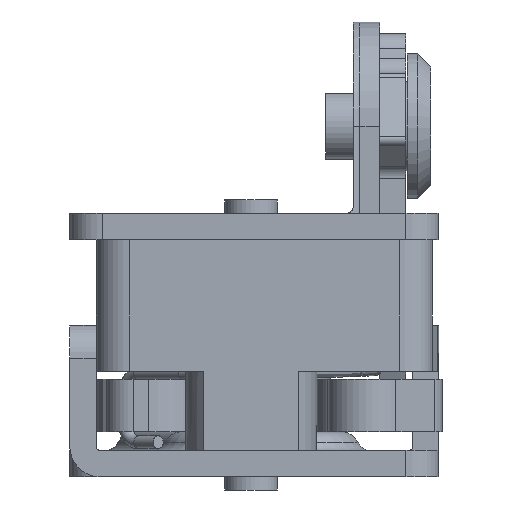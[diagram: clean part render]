
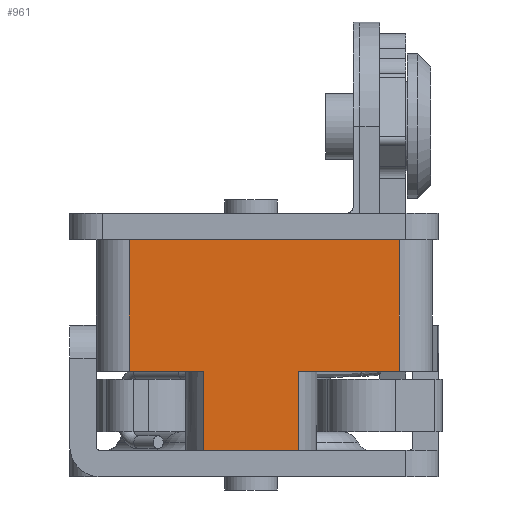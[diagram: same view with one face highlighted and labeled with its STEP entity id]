
A CAD part, left-side view. The second image highlights one B-rep face of the part: STEP entity #961.
In plain terms, the highlighted planar face has unit normal (-1, 0, 0).
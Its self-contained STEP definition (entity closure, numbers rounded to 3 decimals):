
#961=ADVANCED_FACE('',(#1730),#1731,.F.);
#1730=FACE_OUTER_BOUND('',#3794,.T.);
#1731=PLANE('',#3795);
#3794=EDGE_LOOP('',(#6284,#6285,#6286,#6287,#6288,#6289,#6290,#6291));
#3795=AXIS2_PLACEMENT_3D('',#6292,#6293,#6294);
#6284=ORIENTED_EDGE('',*,*,#8385,.T.);
#6285=ORIENTED_EDGE('',*,*,#8469,.T.);
#6286=ORIENTED_EDGE('',*,*,#8432,.F.);
#6287=ORIENTED_EDGE('',*,*,#8470,.F.);
#6288=ORIENTED_EDGE('',*,*,#8407,.T.);
#6289=ORIENTED_EDGE('',*,*,#8471,.T.);
#6290=ORIENTED_EDGE('',*,*,#8472,.T.);
#6291=ORIENTED_EDGE('',*,*,#8473,.F.);
#6292=CARTESIAN_POINT('',(-41.689,18.528,2.25));
#6293=DIRECTION('',(1.,0.,0.));
#6294=DIRECTION('',(0.,1.,0.));
#8385=EDGE_CURVE('',#9991,#9989,#9992,.T.);
#8407=EDGE_CURVE('',#10035,#10033,#10036,.T.);
#8432=EDGE_CURVE('',#10076,#10078,#10079,.T.);
#8469=EDGE_CURVE('',#9989,#10078,#10150,.T.);
#8470=EDGE_CURVE('',#10035,#10076,#10151,.T.);
#8471=EDGE_CURVE('',#10033,#10152,#10153,.T.);
#8472=EDGE_CURVE('',#10152,#10154,#10155,.T.);
#8473=EDGE_CURVE('',#9991,#10154,#10156,.T.);
#9989=VERTEX_POINT('',#12467);
#9991=VERTEX_POINT('',#12469);
#9992=LINE('',#12470,#12471);
#10033=VERTEX_POINT('',#12521);
#10035=VERTEX_POINT('',#12523);
#10036=LINE('',#12524,#12525);
#10076=VERTEX_POINT('',#12584);
#10078=VERTEX_POINT('',#12586);
#10079=LINE('',#12587,#12588);
#10150=LINE('',#12674,#12675);
#10151=LINE('',#12676,#12677);
#10152=VERTEX_POINT('',#12678);
#10153=LINE('',#12679,#12680);
#10154=VERTEX_POINT('',#12681);
#10155=LINE('',#12682,#12683);
#10156=LINE('',#12684,#12685);
#12467=CARTESIAN_POINT('',(-41.689,-1.972,2.25));
#12469=CARTESIAN_POINT('',(-41.689,5.707,2.25));
#12470=CARTESIAN_POINT('',(-41.689,18.528,2.25));
#12471=VECTOR('',#14732,1.0);
#12521=CARTESIAN_POINT('',(-41.689,12.848,2.25));
#12523=CARTESIAN_POINT('',(-41.689,18.528,2.25));
#12524=CARTESIAN_POINT('',(-41.689,18.528,2.25));
#12525=VECTOR('',#14778,1.0);
#12584=CARTESIAN_POINT('',(-41.689,18.528,12.25));
#12586=CARTESIAN_POINT('',(-41.689,-1.972,12.25));
#12587=CARTESIAN_POINT('',(-41.689,18.528,12.25));
#12588=VECTOR('',#14813,1.0);
#12674=CARTESIAN_POINT('',(-41.689,-1.972,2.25));
#12675=VECTOR('',#14892,1.0);
#12676=CARTESIAN_POINT('',(-41.689,18.528,2.25));
#12677=VECTOR('',#14893,1.0);
#12678=CARTESIAN_POINT('',(-41.689,12.848,-3.75));
#12679=CARTESIAN_POINT('',(-41.689,12.848,71.073));
#12680=VECTOR('',#14894,1.0);
#12681=CARTESIAN_POINT('',(-41.689,5.707,-3.75));
#12682=CARTESIAN_POINT('',(-41.689,12.848,-3.75));
#12683=VECTOR('',#14895,1.0);
#12684=CARTESIAN_POINT('',(-41.689,5.707,71.073));
#12685=VECTOR('',#14896,1.0);
#14732=DIRECTION('',(0.,-1.,0.));
#14778=DIRECTION('',(0.,-1.,0.));
#14813=DIRECTION('',(0.,-1.,0.));
#14892=DIRECTION('',(0.,0.,1.0));
#14893=DIRECTION('',(0.,0.,1.0));
#14894=DIRECTION('',(0.,0.,-1.0));
#14895=DIRECTION('',(0.,-1.,0.));
#14896=DIRECTION('',(0.,0.,-1.0));
